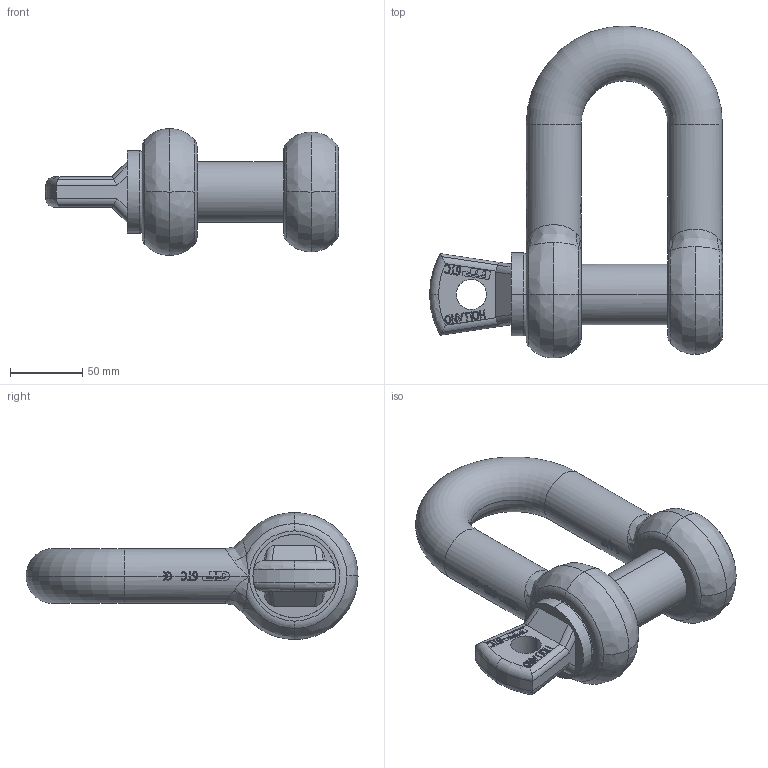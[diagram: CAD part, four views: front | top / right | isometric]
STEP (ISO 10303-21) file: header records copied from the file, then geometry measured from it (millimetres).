
FILE_DESCRIPTION(('.'),'2;1');
FILE_NAME('GPGDBB38.stp','2012-01-15T12:48:14+00:00',('.'),('.'),'','STEP AP214','.');
FILE_SCHEMA(('AUTOMOTIVE_DESIGN { 1 0 10303 214 1 1 1 1 }'));
Length unit declared in the file: millimetre
Products named in the file (3): GPGDBB38; 17; 17_1
Assembly tree (2 placements, depth 2):
  GPGDBB38
    17
    17_1
Bounding box: 203 x 230 x 88 mm (x, y, z)
Volume: 884097.4 mm3; surface area: 112201.7 mm2
Topology: 2 solids, 2 shells, 674 faces, 2084 edges, 1430 vertices
Faces by surface type: plane 291, bspline 225, cylinder 134, torus 22, cone 2
Entity records: 28568 total; most frequent: CARTESIAN_POINT 12273, ORIENTED_EDGE 4152, EDGE_CURVE 2076, DIRECTION 1716, VERTEX_POINT 1430, B_SPLINE_CURVE_WITH_KNOTS 1173, VECTOR 746, LINE 746
